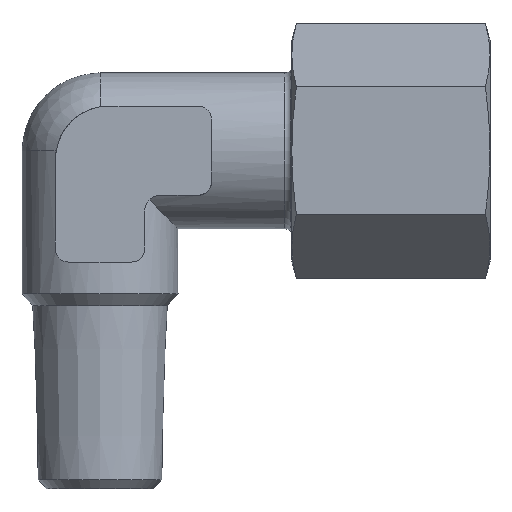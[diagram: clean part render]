
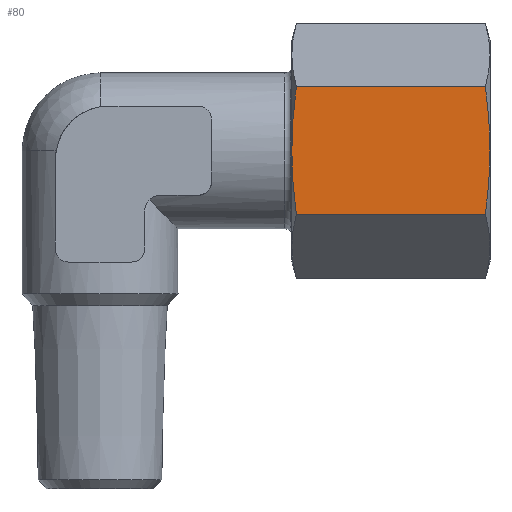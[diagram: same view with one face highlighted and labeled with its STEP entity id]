
A CAD part, top view. The second image highlights one B-rep face of the part: STEP entity #80.
In plain terms, the highlighted planar face has unit normal (0, 0, 1).
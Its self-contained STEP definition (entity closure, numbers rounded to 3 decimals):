
#80 = ADVANCED_FACE( '', ( #153 ), #154, .F. );
#153 = FACE_OUTER_BOUND( '', #304, .T. );
#154 = PLANE( '', #305 );
#304 = EDGE_LOOP( '', ( #483, #484, #485, #486, #487, #488 ) );
#305 = AXIS2_PLACEMENT_3D( '', #489, #490, #491 );
#483 = ORIENTED_EDGE( '', *, *, #965, .F. );
#484 = ORIENTED_EDGE( '', *, *, #966, .F. );
#485 = ORIENTED_EDGE( '', *, *, #967, .F. );
#486 = ORIENTED_EDGE( '', *, *, #968, .T. );
#487 = ORIENTED_EDGE( '', *, *, #969, .F. );
#488 = ORIENTED_EDGE( '', *, *, #970, .F. );
#489 = CARTESIAN_POINT( '', ( 30., 4.907, 8.5 ) );
#490 = DIRECTION( '', ( 0., 0., -1. ) );
#491 = DIRECTION( '', ( -1., 0., 0. ) );
#965 = EDGE_CURVE( '', #1136, #1137, #1138, .T. );
#966 = EDGE_CURVE( '', #1139, #1136, #1140, .F. );
#967 = EDGE_CURVE( '', #1141, #1139, #1142, .F. );
#968 = EDGE_CURVE( '', #1141, #1143, #1144, .T. );
#969 = EDGE_CURVE( '', #1145, #1143, #1146, .T. );
#970 = EDGE_CURVE( '', #1137, #1145, #1147, .T. );
#1136 = VERTEX_POINT( '', #1454 );
#1137 = VERTEX_POINT( '', #1455 );
#1138 = LINE( '', #1456, #1457 );
#1139 = VERTEX_POINT( '', #1458 );
#1140 = B_SPLINE_CURVE_WITH_KNOTS( '', 3, ( #1459, #1460, #1461, #1462, #1463, #1464 ), .UNSPECIFIED., .F., .F., ( 4, 2, 4 ), ( 0.008, 0.011, 0.013 ), .UNSPECIFIED. );
#1141 = VERTEX_POINT( '', #1465 );
#1142 = B_SPLINE_CURVE_WITH_KNOTS( '', 3, ( #1466, #1467, #1468, #1469 ), .UNSPECIFIED., .F., .F., ( 4, 4 ), ( 0.013, 0.018 ), .UNSPECIFIED. );
#1143 = VERTEX_POINT( '', #1470 );
#1144 = LINE( '', #1471, #1472 );
#1145 = VERTEX_POINT( '', #1473 );
#1146 = B_SPLINE_CURVE_WITH_KNOTS( '', 3, ( #1474, #1475, #1476, #1477 ), .UNSPECIFIED., .F., .F., ( 4, 4 ), ( 0.013, 0.018 ), .UNSPECIFIED. );
#1147 = B_SPLINE_CURVE_WITH_KNOTS( '', 3, ( #1478, #1479, #1480, #1481, #1482, #1483 ), .UNSPECIFIED., .F., .F., ( 4, 2, 4 ), ( 0.008, 0.011, 0.013 ), .UNSPECIFIED. );
#1454 = CARTESIAN_POINT( '', ( 29.648, -4.907, 8.5 ) );
#1455 = CARTESIAN_POINT( '', ( 15.106, -4.907, 8.5 ) );
#1456 = CARTESIAN_POINT( '', ( 30., -4.907, 8.5 ) );
#1457 = VECTOR( '', #1912, 1000. );
#1458 = CARTESIAN_POINT( '', ( 30., 0., 8.5 ) );
#1459 = CARTESIAN_POINT( '', ( 29.648, -4.907, 8.5 ) );
#1460 = CARTESIAN_POINT( '', ( 29.757, -4.092, 8.5 ) );
#1461 = CARTESIAN_POINT( '', ( 29.846, -3.272, 8.5 ) );
#1462 = CARTESIAN_POINT( '', ( 29.968, -1.635, 8.5 ) );
#1463 = CARTESIAN_POINT( '', ( 30., -0.817, 8.5 ) );
#1464 = CARTESIAN_POINT( '', ( 30., 0., 8.5 ) );
#1465 = CARTESIAN_POINT( '', ( 29.648, 4.907, 8.5 ) );
#1466 = CARTESIAN_POINT( '', ( 30., 0., 8.5 ) );
#1467 = CARTESIAN_POINT( '', ( 30., 1.639, 8.5 ) );
#1468 = CARTESIAN_POINT( '', ( 29.866, 3.275, 8.5 ) );
#1469 = CARTESIAN_POINT( '', ( 29.648, 4.907, 8.5 ) );
#1470 = CARTESIAN_POINT( '', ( 15.106, 4.907, 8.5 ) );
#1471 = CARTESIAN_POINT( '', ( 30., 4.907, 8.5 ) );
#1472 = VECTOR( '', #1913, 1000. );
#1473 = CARTESIAN_POINT( '', ( 14.754, 0., 8.5 ) );
#1474 = CARTESIAN_POINT( '', ( 14.754, 0., 8.5 ) );
#1475 = CARTESIAN_POINT( '', ( 14.754, 1.639, 8.5 ) );
#1476 = CARTESIAN_POINT( '', ( 14.888, 3.275, 8.5 ) );
#1477 = CARTESIAN_POINT( '', ( 15.106, 4.907, 8.5 ) );
#1478 = CARTESIAN_POINT( '', ( 15.106, -4.907, 8.5 ) );
#1479 = CARTESIAN_POINT( '', ( 14.997, -4.092, 8.5 ) );
#1480 = CARTESIAN_POINT( '', ( 14.908, -3.272, 8.5 ) );
#1481 = CARTESIAN_POINT( '', ( 14.786, -1.635, 8.5 ) );
#1482 = CARTESIAN_POINT( '', ( 14.754, -0.817, 8.5 ) );
#1483 = CARTESIAN_POINT( '', ( 14.754, 0., 8.5 ) );
#1912 = DIRECTION( '', ( -1., 0., 0. ) );
#1913 = DIRECTION( '', ( -1., 0., 0. ) );
